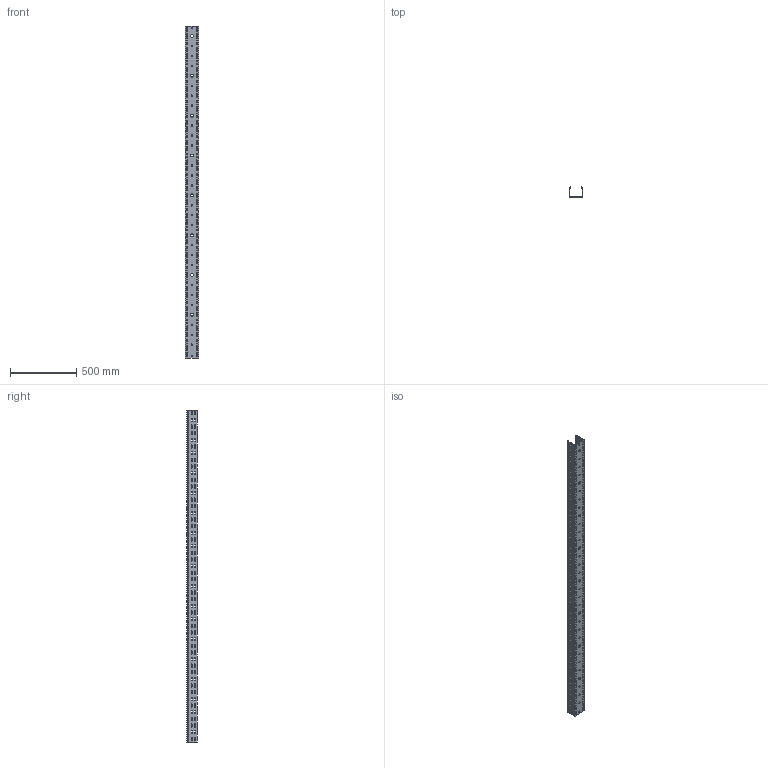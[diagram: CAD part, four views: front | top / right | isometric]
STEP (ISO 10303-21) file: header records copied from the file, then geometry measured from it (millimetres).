
FILE_DESCRIPTION (( 'STEP AP203' ), '1' );
FILE_NAME ('CLP10-080-100-150-D25 Ëîòîê ïåðôîðèðîâàííûé ESCA 80õ100õ2500-1,5 IEK.STEP', '2021-10-04T12:10:19', ( '' ), ( '' ), 'SwSTEP 2.0', 'SolidWorks 2017', '' );
FILE_SCHEMA (( 'CONFIG_CONTROL_DESIGN' ));
Length unit declared in the file: millimetre
Products named in the file (1): CLP10-080-100-150-D25 Ëîòîê ïåðôîðèðîâàííûé ESCA 80õ100õ2500-1,5 IEK
Bounding box: 100 x 79.97 x 2500 mm (x, y, z)
Volume: 1127590.3 mm3; surface area: 1264760.1 mm2
Topology: 1 solids, 1 shells, 1616 faces, 4842 edges, 3228 vertices
Faces by surface type: cylinder 972, plane 644
Entity records: 56643 total; most frequent: DIRECTION 10020, CARTESIAN_POINT 9687, ORIENTED_EDGE 9684, EDGE_CURVE 4842, AXIS2_PLACEMENT_3D 3561, VERTEX_POINT 3228, LINE 2898, VECTOR 2898
